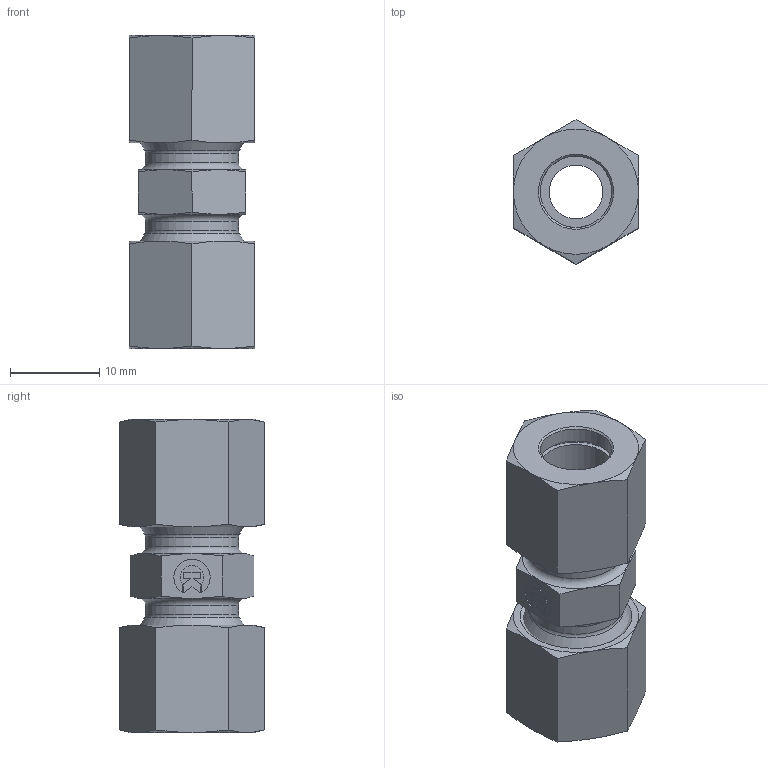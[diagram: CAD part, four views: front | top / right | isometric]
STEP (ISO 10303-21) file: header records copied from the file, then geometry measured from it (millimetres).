
FILE_DESCRIPTION((''),'2;1');
FILE_NAME('320081212.stp','2014-08-15T15:31:19',(''),('KNOMI spol. s r. o.'),'Autodesk Inventor 2012','Autodesk Inventor 2012','');
FILE_SCHEMA(('AUTOMOTIVE_DESIGN { 1 2 10303 214 0 1 1 1 }'));
Length unit declared in the file: millimetre
Products named in the file (4): PS1K 8LL M12x1/M12x1; 310 08 1212; 40008; 3900812
Assembly tree (5 placements, depth 2):
  PS1K 8LL M12x1/M12x1
    310 08 1212
    40008  x2
    3900812  x2
Bounding box: 14 x 16.17 x 35 mm (x, y, z)
Volume: 3871.7 mm3; surface area: 4704.7 mm2
Topology: 5 solids, 5 shells, 143 faces, 328 edges, 205 vertices
Faces by surface type: plane 60, cone 56, cylinder 21, torus 6
Full cylindrical faces by diameter (mm): 6 x1, 8 x6, 9.4 x2, 10 x2, 10.4 x2, 10.917 x2, 12 x2
Entity records: 3036 total; most frequent: CARTESIAN_POINT 575, DIRECTION 468, ORIENTED_EDGE 420, EDGE_CURVE 210, AXIS2_PLACEMENT_3D 185, EDGE_LOOP 150, VERTEX_POINT 144, STYLED_ITEM 113
